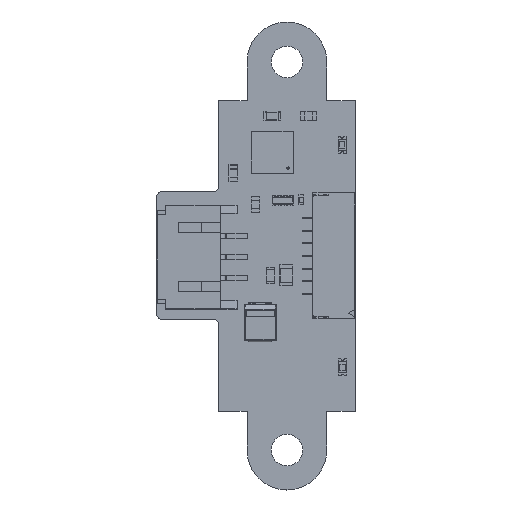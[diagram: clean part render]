
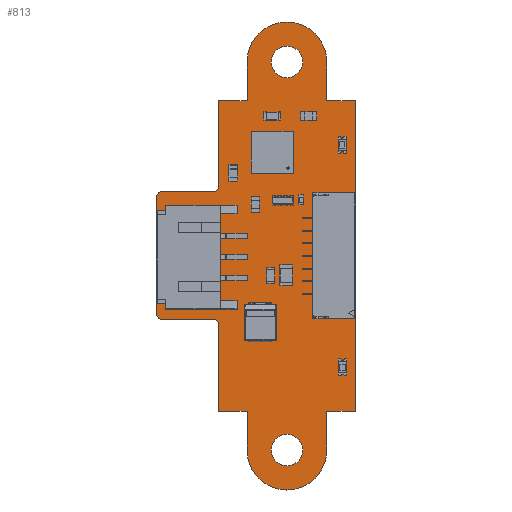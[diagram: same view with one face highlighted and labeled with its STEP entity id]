
A CAD part, top view. The second image highlights one B-rep face of the part: STEP entity #813.
In plain terms, the highlighted planar face has unit normal (0, 0, 1).
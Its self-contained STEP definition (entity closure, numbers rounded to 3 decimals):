
#54 = VERTEX_POINT('',#55);
#55 = CARTESIAN_POINT('',(140.7,-120.5,0.));
#72 = VERTEX_POINT('',#73);
#73 = CARTESIAN_POINT('',(140.7,-116.8,0.));
#79 = EDGE_CURVE('',#54,#72,#80,.T.);
#80 = LINE('',#81,#82);
#81 = CARTESIAN_POINT('',(140.7,-120.5,0.));
#82 = VECTOR('',#83,1.);
#83 = DIRECTION('',(0.,1.,0.));
#104 = VERTEX_POINT('',#105);
#105 = CARTESIAN_POINT('',(144.5,-124.3,0.));
#111 = EDGE_CURVE('',#54,#104,#112,.T.);
#112 = CIRCLE('',#113,3.8);
#113 = AXIS2_PLACEMENT_3D('',#114,#115,#116);
#114 = CARTESIAN_POINT('',(144.5,-120.5,0.));
#115 = DIRECTION('',(0.,0.,1.));
#116 = DIRECTION('',(1.,0.,0.));
#127 = VERTEX_POINT('',#128);
#128 = CARTESIAN_POINT('',(138.,-116.8,0.));
#143 = EDGE_CURVE('',#127,#72,#144,.T.);
#144 = LINE('',#145,#146);
#145 = CARTESIAN_POINT('',(138.,-116.8,0.));
#146 = VECTOR('',#147,1.);
#147 = DIRECTION('',(1.,0.,0.));
#168 = VERTEX_POINT('',#169);
#169 = CARTESIAN_POINT('',(148.3,-120.5,0.));
#175 = EDGE_CURVE('',#104,#168,#176,.T.);
#176 = CIRCLE('',#177,3.8);
#177 = AXIS2_PLACEMENT_3D('',#178,#179,#180);
#178 = CARTESIAN_POINT('',(144.5,-120.5,0.));
#179 = DIRECTION('',(0.,0.,1.));
#180 = DIRECTION('',(1.,0.,0.));
#200 = VERTEX_POINT('',#201);
#201 = CARTESIAN_POINT('',(138.,-108.55,0.));
#207 = EDGE_CURVE('',#127,#200,#208,.T.);
#208 = LINE('',#209,#210);
#209 = CARTESIAN_POINT('',(138.,-116.8,0.));
#210 = VECTOR('',#211,1.);
#211 = DIRECTION('',(0.,1.,0.));
#231 = VERTEX_POINT('',#232);
#232 = CARTESIAN_POINT('',(148.3,-116.8,0.));
#238 = EDGE_CURVE('',#168,#231,#239,.T.);
#239 = LINE('',#240,#241);
#240 = CARTESIAN_POINT('',(148.3,-120.5,0.));
#241 = VECTOR('',#242,1.);
#242 = DIRECTION('',(0.,1.,0.));
#263 = VERTEX_POINT('',#264);
#264 = CARTESIAN_POINT('',(137.5,-108.05,0.));
#270 = EDGE_CURVE('',#200,#263,#271,.T.);
#271 = CIRCLE('',#272,0.5);
#272 = AXIS2_PLACEMENT_3D('',#273,#274,#275);
#273 = CARTESIAN_POINT('',(137.5,-108.55,0.));
#274 = DIRECTION('',(0.,0.,1.));
#275 = DIRECTION('',(1.,0.,0.));
#295 = VERTEX_POINT('',#296);
#296 = CARTESIAN_POINT('',(151.,-116.8,0.));
#302 = EDGE_CURVE('',#231,#295,#303,.T.);
#303 = LINE('',#304,#305);
#304 = CARTESIAN_POINT('',(148.3,-116.8,0.));
#305 = VECTOR('',#306,1.);
#306 = DIRECTION('',(1.,0.,0.));
#326 = VERTEX_POINT('',#327);
#327 = CARTESIAN_POINT('',(132.6,-108.05,0.));
#333 = EDGE_CURVE('',#263,#326,#334,.T.);
#334 = LINE('',#335,#336);
#335 = CARTESIAN_POINT('',(137.5,-108.05,0.));
#336 = VECTOR('',#337,1.);
#337 = DIRECTION('',(-1.,0.,0.));
#357 = VERTEX_POINT('',#358);
#358 = CARTESIAN_POINT('',(151.,-87.2,0.));
#364 = EDGE_CURVE('',#295,#357,#365,.T.);
#365 = LINE('',#366,#367);
#366 = CARTESIAN_POINT('',(151.,-116.8,0.));
#367 = VECTOR('',#368,1.);
#368 = DIRECTION('',(0.,1.,0.));
#379 = VERTEX_POINT('',#380);
#380 = CARTESIAN_POINT('',(132.1,-107.55,0.));
#396 = EDGE_CURVE('',#379,#326,#397,.T.);
#397 = CIRCLE('',#398,0.5);
#398 = AXIS2_PLACEMENT_3D('',#399,#400,#401);
#399 = CARTESIAN_POINT('',(132.6,-107.55,0.));
#400 = DIRECTION('',(0.,0.,1.));
#401 = DIRECTION('',(1.,0.,0.));
#421 = VERTEX_POINT('',#422);
#422 = CARTESIAN_POINT('',(148.3,-87.2,0.));
#428 = EDGE_CURVE('',#357,#421,#429,.T.);
#429 = LINE('',#430,#431);
#430 = CARTESIAN_POINT('',(151.,-87.2,0.));
#431 = VECTOR('',#432,1.);
#432 = DIRECTION('',(-1.,0.,0.));
#443 = VERTEX_POINT('',#444);
#444 = CARTESIAN_POINT('',(132.1,-96.35,0.));
#459 = EDGE_CURVE('',#443,#379,#460,.T.);
#460 = LINE('',#461,#462);
#461 = CARTESIAN_POINT('',(132.1,-96.35,0.));
#462 = VECTOR('',#463,1.);
#463 = DIRECTION('',(0.,-1.,0.));
#483 = VERTEX_POINT('',#484);
#484 = CARTESIAN_POINT('',(148.3,-83.5,0.));
#490 = EDGE_CURVE('',#421,#483,#491,.T.);
#491 = LINE('',#492,#493);
#492 = CARTESIAN_POINT('',(148.3,-87.2,0.));
#493 = VECTOR('',#494,1.);
#494 = DIRECTION('',(0.,1.,0.));
#505 = VERTEX_POINT('',#506);
#506 = CARTESIAN_POINT('',(132.6,-95.85,0.));
#522 = EDGE_CURVE('',#505,#443,#523,.T.);
#523 = CIRCLE('',#524,0.5);
#524 = AXIS2_PLACEMENT_3D('',#525,#526,#527);
#525 = CARTESIAN_POINT('',(132.6,-96.35,0.));
#526 = DIRECTION('',(0.,0.,1.));
#527 = DIRECTION('',(1.,0.,0.));
#548 = VERTEX_POINT('',#549);
#549 = CARTESIAN_POINT('',(144.5,-79.7,0.));
#555 = EDGE_CURVE('',#483,#548,#556,.T.);
#556 = CIRCLE('',#557,3.8);
#557 = AXIS2_PLACEMENT_3D('',#558,#559,#560);
#558 = CARTESIAN_POINT('',(144.5,-83.5,0.));
#559 = DIRECTION('',(0.,0.,1.));
#560 = DIRECTION('',(1.,0.,0.));
#571 = VERTEX_POINT('',#572);
#572 = CARTESIAN_POINT('',(137.45,-95.85,0.));
#587 = EDGE_CURVE('',#571,#505,#588,.T.);
#588 = LINE('',#589,#590);
#589 = CARTESIAN_POINT('',(137.45,-95.85,0.));
#590 = VECTOR('',#591,1.);
#591 = DIRECTION('',(-1.,0.,0.));
#612 = VERTEX_POINT('',#613);
#613 = CARTESIAN_POINT('',(140.7,-83.5,0.));
#619 = EDGE_CURVE('',#548,#612,#620,.T.);
#620 = CIRCLE('',#621,3.8);
#621 = AXIS2_PLACEMENT_3D('',#622,#623,#624);
#622 = CARTESIAN_POINT('',(144.5,-83.5,0.));
#623 = DIRECTION('',(0.,0.,1.));
#624 = DIRECTION('',(1.,0.,0.));
#645 = VERTEX_POINT('',#646);
#646 = CARTESIAN_POINT('',(138.,-95.4,0.));
#652 = EDGE_CURVE('',#571,#645,#653,.T.);
#653 = CIRCLE('',#654,0.502);
#654 = AXIS2_PLACEMENT_3D('',#655,#656,#657);
#655 = CARTESIAN_POINT('',(137.5,-95.35,0.));
#656 = DIRECTION('',(0.,0.,1.));
#657 = DIRECTION('',(1.,0.,0.));
#677 = VERTEX_POINT('',#678);
#678 = CARTESIAN_POINT('',(140.7,-87.2,0.));
#684 = EDGE_CURVE('',#612,#677,#685,.T.);
#685 = LINE('',#686,#687);
#686 = CARTESIAN_POINT('',(140.7,-83.5,0.));
#687 = VECTOR('',#688,1.);
#688 = DIRECTION('',(0.,-1.,0.));
#699 = VERTEX_POINT('',#700);
#700 = CARTESIAN_POINT('',(138.,-87.2,0.));
#715 = EDGE_CURVE('',#699,#645,#716,.T.);
#716 = LINE('',#717,#718);
#717 = CARTESIAN_POINT('',(138.,-87.2,0.));
#718 = VECTOR('',#719,1.);
#719 = DIRECTION('',(0.,-1.,0.));
#737 = EDGE_CURVE('',#677,#699,#738,.T.);
#738 = LINE('',#739,#740);
#739 = CARTESIAN_POINT('',(140.7,-87.2,0.));
#740 = VECTOR('',#741,1.);
#741 = DIRECTION('',(-1.,0.,0.));
#752 = VERTEX_POINT('',#753);
#753 = CARTESIAN_POINT('',(146.,-83.5,0.));
#769 = EDGE_CURVE('',#752,#752,#770,.T.);
#770 = CIRCLE('',#771,1.5);
#771 = AXIS2_PLACEMENT_3D('',#772,#773,#774);
#772 = CARTESIAN_POINT('',(144.5,-83.5,0.));
#773 = DIRECTION('',(0.,0.,1.));
#774 = DIRECTION('',(1.,0.,-0.));
#785 = VERTEX_POINT('',#786);
#786 = CARTESIAN_POINT('',(146.,-120.5,0.));
#802 = EDGE_CURVE('',#785,#785,#803,.T.);
#803 = CIRCLE('',#804,1.5);
#804 = AXIS2_PLACEMENT_3D('',#805,#806,#807);
#805 = CARTESIAN_POINT('',(144.5,-120.5,0.));
#806 = DIRECTION('',(0.,0.,1.));
#807 = DIRECTION('',(1.,0.,-0.));
#813 = ADVANCED_FACE('',(#814,#838,#841),#844,.T.);
#814 = FACE_BOUND('',#815,.T.);
#815 = EDGE_LOOP('',(#816,#817,#818,#819,#820,#821,#822,#823,#824,#825,
    #826,#827,#828,#829,#830,#831,#832,#833,#834,#835,#836,#837));
#816 = ORIENTED_EDGE('',*,*,#79,.F.);
#817 = ORIENTED_EDGE('',*,*,#111,.T.);
#818 = ORIENTED_EDGE('',*,*,#175,.T.);
#819 = ORIENTED_EDGE('',*,*,#238,.T.);
#820 = ORIENTED_EDGE('',*,*,#302,.T.);
#821 = ORIENTED_EDGE('',*,*,#364,.T.);
#822 = ORIENTED_EDGE('',*,*,#428,.T.);
#823 = ORIENTED_EDGE('',*,*,#490,.T.);
#824 = ORIENTED_EDGE('',*,*,#555,.T.);
#825 = ORIENTED_EDGE('',*,*,#619,.T.);
#826 = ORIENTED_EDGE('',*,*,#684,.T.);
#827 = ORIENTED_EDGE('',*,*,#737,.T.);
#828 = ORIENTED_EDGE('',*,*,#715,.T.);
#829 = ORIENTED_EDGE('',*,*,#652,.F.);
#830 = ORIENTED_EDGE('',*,*,#587,.T.);
#831 = ORIENTED_EDGE('',*,*,#522,.T.);
#832 = ORIENTED_EDGE('',*,*,#459,.T.);
#833 = ORIENTED_EDGE('',*,*,#396,.T.);
#834 = ORIENTED_EDGE('',*,*,#333,.F.);
#835 = ORIENTED_EDGE('',*,*,#270,.F.);
#836 = ORIENTED_EDGE('',*,*,#207,.F.);
#837 = ORIENTED_EDGE('',*,*,#143,.T.);
#838 = FACE_BOUND('',#839,.T.);
#839 = EDGE_LOOP('',(#840));
#840 = ORIENTED_EDGE('',*,*,#769,.F.);
#841 = FACE_BOUND('',#842,.T.);
#842 = EDGE_LOOP('',(#843));
#843 = ORIENTED_EDGE('',*,*,#802,.F.);
#844 = PLANE('',#845);
#845 = AXIS2_PLACEMENT_3D('',#846,#847,#848);
#846 = CARTESIAN_POINT('',(143.033,-101.995,0.));
#847 = DIRECTION('',(0.,0.,1.));
#848 = DIRECTION('',(1.,0.,0.));
